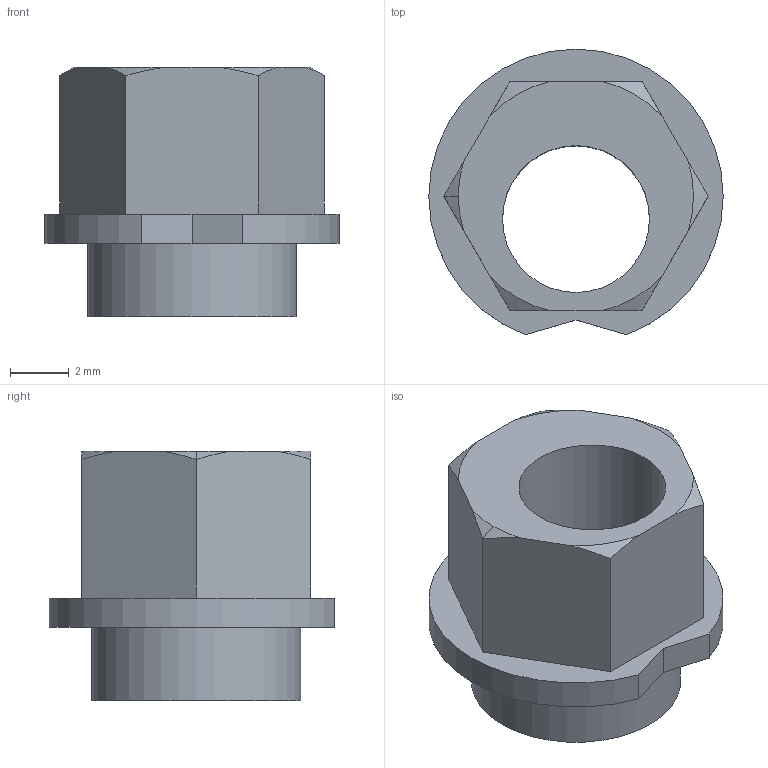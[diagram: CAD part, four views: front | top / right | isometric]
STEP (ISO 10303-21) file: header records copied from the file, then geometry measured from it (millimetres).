
FILE_DESCRIPTION(('FreeCAD Model'),'2;1');
FILE_NAME('openbuilds_6mm_eccentric_spacer.step','2020-04-21T14:52:45',(''),(''), 'Open CASCADE STEP processor 7.4','FreeCAD','Unknown');
FILE_SCHEMA(('AUTOMOTIVE_DESIGN { 1 0 10303 214 1 1 1 1 }'));
Length unit declared in the file: millimetre
Products named in the file (1): Body
Bounding box: 10.02 x 9.72 x 8.5 mm (x, y, z)
Volume: 272.5 mm3; surface area: 469.7 mm2
Topology: 1 solids, 1 shells, 22 faces, 53 edges, 35 vertices
Faces by surface type: plane 12, cone 7, cylinder 3
Full cylindrical faces by diameter (mm): 5 x1, 7.11 x1
Entity records: 1465 total; most frequent: CARTESIAN_POINT 361, DIRECTION 210, ORIENTED_EDGE 106, PCURVE 106, DEFINITIONAL_REPRESENTATION 106, LINE 97, VECTOR 97, EDGE_CURVE 53
